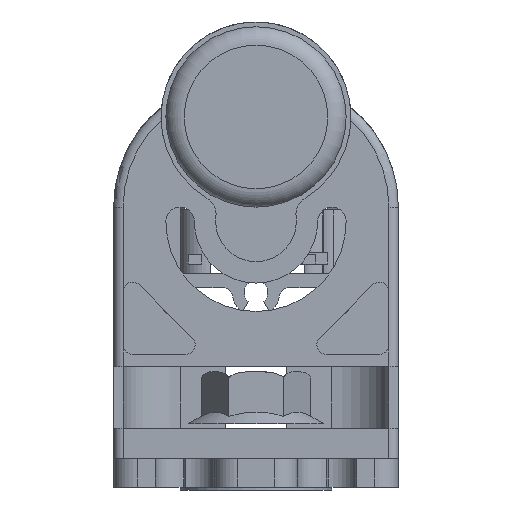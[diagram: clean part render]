
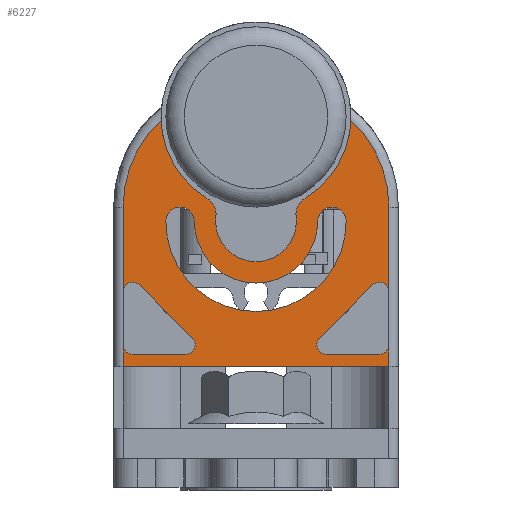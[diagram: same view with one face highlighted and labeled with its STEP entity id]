
A CAD part, front view. The second image highlights one B-rep face of the part: STEP entity #6227.
In plain terms, the highlighted planar face has unit normal (0, -1, 0).
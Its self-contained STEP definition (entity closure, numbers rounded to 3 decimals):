
#54=PLANE('',#6530);
#232=FACE_BOUND('',#1945,.T.);
#306=LINE('',#8871,#1019);
#308=LINE('',#8874,#1021);
#322=LINE('',#8903,#1035);
#326=LINE('',#8915,#1039);
#327=LINE('',#8919,#1040);
#328=LINE('',#8923,#1041);
#329=LINE('',#8926,#1042);
#330=LINE('',#8930,#1043);
#331=LINE('',#8934,#1044);
#1019=VECTOR('',#7108,8.91);
#1021=VECTOR('',#7110,2.3);
#1035=VECTOR('',#7134,28.);
#1039=VECTOR('',#7144,8.91);
#1040=VECTOR('',#7147,7.905);
#1041=VECTOR('',#7150,5.59);
#1042=VECTOR('',#7153,2.3);
#1043=VECTOR('',#7156,5.59);
#1044=VECTOR('',#7159,7.905);
#1714=FACE_OUTER_BOUND('',#1944,.T.);
#1944=EDGE_LOOP('',(#4497,#4498,#4499,#4500,#4501,#4502,#4503,#4504,#4505,
#4506,#4507,#4508,#4509,#4510,#4511,#4512,#4513,#4514,#4515,#4516,#4517,
#4518));
#1945=EDGE_LOOP('',(#4519,#4520,#4521,#4522));
#2199=CIRCLE('',#6489,2.);
#2202=CIRCLE('',#6493,4.25);
#2203=CIRCLE('',#6495,2.);
#2205=CIRCLE('',#6498,10.);
#2207=CIRCLE('',#6500,10.);
#2222=CIRCLE('',#6525,12.5);
#2225=CIRCLE('',#6531,12.5);
#2226=CIRCLE('',#6532,1.);
#2227=CIRCLE('',#6533,1.);
#2228=CIRCLE('',#6534,1.);
#2229=CIRCLE('',#6535,1.);
#2230=CIRCLE('',#6536,1.);
#2231=CIRCLE('',#6537,1.);
#2232=CIRCLE('',#6538,1.5);
#2233=CIRCLE('',#6539,6.5);
#2234=CIRCLE('',#6540,1.5);
#2235=CIRCLE('',#6541,9.5);
#2482=VERTEX_POINT('',#8733);
#2483=VERTEX_POINT('',#8734);
#2487=VERTEX_POINT('',#8744);
#2488=VERTEX_POINT('',#8748);
#2490=VERTEX_POINT('',#8754);
#2495=VERTEX_POINT('',#8775);
#2525=VERTEX_POINT('',#8863);
#2528=VERTEX_POINT('',#8868);
#2529=VERTEX_POINT('',#8870);
#2530=VERTEX_POINT('',#8872);
#2540=VERTEX_POINT('',#8902);
#2544=VERTEX_POINT('',#8912);
#2545=VERTEX_POINT('',#8914);
#2546=VERTEX_POINT('',#8916);
#2547=VERTEX_POINT('',#8918);
#2548=VERTEX_POINT('',#8920);
#2549=VERTEX_POINT('',#8922);
#2550=VERTEX_POINT('',#8924);
#2551=VERTEX_POINT('',#8927);
#2552=VERTEX_POINT('',#8929);
#2553=VERTEX_POINT('',#8931);
#2554=VERTEX_POINT('',#8933);
#2555=VERTEX_POINT('',#8936);
#2556=VERTEX_POINT('',#8937);
#2557=VERTEX_POINT('',#8939);
#2558=VERTEX_POINT('',#8941);
#3330=EDGE_CURVE('',#2482,#2483,#2199,.T.);
#3336=EDGE_CURVE('',#2483,#2487,#2202,.T.);
#3337=EDGE_CURVE('',#2487,#2488,#2203,.T.);
#3340=EDGE_CURVE('',#2490,#2482,#2205,.T.);
#3346=EDGE_CURVE('',#2488,#2495,#2207,.T.);
#3386=EDGE_CURVE('',#2528,#2529,#306,.T.);
#3388=EDGE_CURVE('',#2530,#2525,#308,.T.);
#3389=EDGE_CURVE('',#2490,#2528,#2222,.T.);
#3404=EDGE_CURVE('',#2540,#2525,#322,.T.);
#3409=EDGE_CURVE('',#2544,#2495,#2225,.T.);
#3410=EDGE_CURVE('',#2545,#2544,#326,.T.);
#3411=EDGE_CURVE('',#2545,#2546,#2226,.T.);
#3412=EDGE_CURVE('',#2546,#2547,#327,.T.);
#3413=EDGE_CURVE('',#2547,#2548,#2227,.T.);
#3414=EDGE_CURVE('',#2548,#2549,#328,.T.);
#3415=EDGE_CURVE('',#2549,#2550,#2228,.T.);
#3416=EDGE_CURVE('',#2540,#2550,#329,.T.);
#3417=EDGE_CURVE('',#2530,#2551,#2229,.T.);
#3418=EDGE_CURVE('',#2551,#2552,#330,.T.);
#3419=EDGE_CURVE('',#2552,#2553,#2230,.T.);
#3420=EDGE_CURVE('',#2553,#2554,#331,.T.);
#3421=EDGE_CURVE('',#2554,#2529,#2231,.T.);
#3422=EDGE_CURVE('',#2555,#2556,#2232,.T.);
#3423=EDGE_CURVE('',#2556,#2557,#2233,.T.);
#3424=EDGE_CURVE('',#2557,#2558,#2234,.T.);
#3425=EDGE_CURVE('',#2558,#2555,#2235,.T.);
#4497=ORIENTED_EDGE('',*,*,#3330,.T.);
#4498=ORIENTED_EDGE('',*,*,#3336,.T.);
#4499=ORIENTED_EDGE('',*,*,#3337,.T.);
#4500=ORIENTED_EDGE('',*,*,#3346,.T.);
#4501=ORIENTED_EDGE('',*,*,#3409,.F.);
#4502=ORIENTED_EDGE('',*,*,#3410,.F.);
#4503=ORIENTED_EDGE('',*,*,#3411,.T.);
#4504=ORIENTED_EDGE('',*,*,#3412,.T.);
#4505=ORIENTED_EDGE('',*,*,#3413,.T.);
#4506=ORIENTED_EDGE('',*,*,#3414,.T.);
#4507=ORIENTED_EDGE('',*,*,#3415,.T.);
#4508=ORIENTED_EDGE('',*,*,#3416,.F.);
#4509=ORIENTED_EDGE('',*,*,#3404,.T.);
#4510=ORIENTED_EDGE('',*,*,#3388,.F.);
#4511=ORIENTED_EDGE('',*,*,#3417,.T.);
#4512=ORIENTED_EDGE('',*,*,#3418,.T.);
#4513=ORIENTED_EDGE('',*,*,#3419,.T.);
#4514=ORIENTED_EDGE('',*,*,#3420,.T.);
#4515=ORIENTED_EDGE('',*,*,#3421,.T.);
#4516=ORIENTED_EDGE('',*,*,#3386,.F.);
#4517=ORIENTED_EDGE('',*,*,#3389,.F.);
#4518=ORIENTED_EDGE('',*,*,#3340,.T.);
#4519=ORIENTED_EDGE('',*,*,#3422,.T.);
#4520=ORIENTED_EDGE('',*,*,#3423,.T.);
#4521=ORIENTED_EDGE('',*,*,#3424,.T.);
#4522=ORIENTED_EDGE('',*,*,#3425,.T.);
#6227=ADVANCED_FACE('',(#1714,#232),#54,.T.);
#6489=AXIS2_PLACEMENT_3D('',#8735,#7007,#7008);
#6493=AXIS2_PLACEMENT_3D('',#8746,#7018,#7019);
#6495=AXIS2_PLACEMENT_3D('',#8749,#7022,#7023);
#6498=AXIS2_PLACEMENT_3D('',#8755,#7029,#7030);
#6500=AXIS2_PLACEMENT_3D('',#8788,#7035,#7036);
#6525=AXIS2_PLACEMENT_3D('',#8876,#7113,#7114);
#6530=AXIS2_PLACEMENT_3D('',#8911,#7140,#7141);
#6531=AXIS2_PLACEMENT_3D('',#8913,#7142,#7143);
#6532=AXIS2_PLACEMENT_3D('',#8917,#7145,#7146);
#6533=AXIS2_PLACEMENT_3D('',#8921,#7148,#7149);
#6534=AXIS2_PLACEMENT_3D('',#8925,#7151,#7152);
#6535=AXIS2_PLACEMENT_3D('',#8928,#7154,#7155);
#6536=AXIS2_PLACEMENT_3D('',#8932,#7157,#7158);
#6537=AXIS2_PLACEMENT_3D('',#8935,#7160,#7161);
#6538=AXIS2_PLACEMENT_3D('',#8938,#7162,#7163);
#6539=AXIS2_PLACEMENT_3D('',#8940,#7164,#7165);
#6540=AXIS2_PLACEMENT_3D('',#8942,#7166,#7167);
#6541=AXIS2_PLACEMENT_3D('',#8943,#7168,#7169);
#7007=DIRECTION('center_axis',(0.,-1.,0.));
#7008=DIRECTION('ref_axis',(-0.898,0.,0.439));
#7018=DIRECTION('center_axis',(0.,1.,0.));
#7019=DIRECTION('ref_axis',(-0.744,0.,0.668));
#7022=DIRECTION('center_axis',(0.,-1.,0.));
#7023=DIRECTION('ref_axis',(0.898,0.,0.439));
#7029=DIRECTION('center_axis',(0.,1.,0.));
#7030=DIRECTION('ref_axis',(-1.,0.,0.));
#7035=DIRECTION('center_axis',(0.,1.,0.));
#7036=DIRECTION('ref_axis',(-1.,0.,0.));
#7108=DIRECTION('',(0.,0.,-1.));
#7110=DIRECTION('',(0.,0.,-1.));
#7113=DIRECTION('center_axis',(0.,1.,0.));
#7114=DIRECTION('ref_axis',(0.902,0.,0.433));
#7134=DIRECTION('',(1.,0.,0.));
#7140=DIRECTION('center_axis',(0.,-1.,0.));
#7141=DIRECTION('ref_axis',(1.,0.,0.));
#7142=DIRECTION('center_axis',(0.,1.,0.));
#7143=DIRECTION('ref_axis',(-0.902,0.,0.433));
#7144=DIRECTION('',(0.,0.,1.));
#7145=DIRECTION('center_axis',(0.,1.,0.));
#7146=DIRECTION('ref_axis',(-0.707,0.,-0.707));
#7147=DIRECTION('',(0.707,0.,-0.707));
#7148=DIRECTION('center_axis',(0.,1.,0.));
#7149=DIRECTION('ref_axis',(0.,0.,1.));
#7150=DIRECTION('',(-1.,0.,0.));
#7151=DIRECTION('center_axis',(0.,1.,0.));
#7152=DIRECTION('ref_axis',(1.,0.,0.));
#7153=DIRECTION('',(0.,0.,1.));
#7154=DIRECTION('center_axis',(0.,1.,0.));
#7155=DIRECTION('ref_axis',(0.,0.,-1.));
#7156=DIRECTION('',(-1.,0.,0.));
#7157=DIRECTION('center_axis',(0.,1.,0.));
#7158=DIRECTION('ref_axis',(-0.707,0.,0.707));
#7159=DIRECTION('',(0.707,0.,0.707));
#7160=DIRECTION('center_axis',(0.,1.,0.));
#7161=DIRECTION('ref_axis',(1.,0.,0.));
#7162=DIRECTION('center_axis',(0.,1.,0.));
#7163=DIRECTION('ref_axis',(-1.,0.,0.));
#7164=DIRECTION('center_axis',(0.,-1.,0.));
#7165=DIRECTION('ref_axis',(-1.,0.,0.));
#7166=DIRECTION('center_axis',(0.,1.,0.));
#7167=DIRECTION('ref_axis',(-1.,0.,0.));
#7168=DIRECTION('center_axis',(0.,1.,0.));
#7169=DIRECTION('ref_axis',(1.,0.,0.));
#8733=CARTESIAN_POINT('',(5.173,-20.,30.442));
#8734=CARTESIAN_POINT('',(4.221,-20.,28.496));
#8735=CARTESIAN_POINT('Origin',(6.207,-20.,28.73));
#8744=CARTESIAN_POINT('',(-4.221,-20.,28.496));
#8746=CARTESIAN_POINT('Origin',(0.,-20.,28.));
#8748=CARTESIAN_POINT('',(-5.173,-20.,30.442));
#8749=CARTESIAN_POINT('Origin',(-6.207,-20.,28.73));
#8754=CARTESIAN_POINT('',(9.995,-20.,38.67));
#8755=CARTESIAN_POINT('Origin',(0.,-20.,39.));
#8775=CARTESIAN_POINT('',(-9.995,-20.,38.67));
#8788=CARTESIAN_POINT('Origin',(0.,-20.,39.));
#8863=CARTESIAN_POINT('',(14.,-20.,12.7));
#8868=CARTESIAN_POINT('',(14.,-20.,29.5));
#8870=CARTESIAN_POINT('',(14.,-20.,20.59));
#8871=CARTESIAN_POINT('',(14.,-20.,19.5));
#8872=CARTESIAN_POINT('',(14.,-20.,15.));
#8874=CARTESIAN_POINT('',(14.,-20.,19.5));
#8876=CARTESIAN_POINT('Origin',(1.5,-20.,29.5));
#8902=CARTESIAN_POINT('',(-14.,-20.,12.7));
#8903=CARTESIAN_POINT('',(0.,-20.,12.7));
#8911=CARTESIAN_POINT('Origin',(0.,-20.,39.));
#8912=CARTESIAN_POINT('',(-14.,-20.,29.5));
#8913=CARTESIAN_POINT('Origin',(-1.5,-20.,29.5));
#8914=CARTESIAN_POINT('',(-14.,-20.,20.59));
#8915=CARTESIAN_POINT('',(-14.,-20.,34.25));
#8916=CARTESIAN_POINT('',(-12.293,-20.,21.297));
#8917=CARTESIAN_POINT('Origin',(-13.,-20.,20.59));
#8918=CARTESIAN_POINT('',(-6.703,-20.,15.707));
#8919=CARTESIAN_POINT('',(-13.645,-20.,22.65));
#8920=CARTESIAN_POINT('',(-7.41,-20.,14.));
#8921=CARTESIAN_POINT('Origin',(-7.41,-20.,15.));
#8922=CARTESIAN_POINT('',(-13.,-20.,14.));
#8923=CARTESIAN_POINT('',(-3.705,-20.,14.));
#8924=CARTESIAN_POINT('',(-14.,-20.,15.));
#8925=CARTESIAN_POINT('Origin',(-13.,-20.,15.));
#8926=CARTESIAN_POINT('',(-14.,-20.,34.25));
#8927=CARTESIAN_POINT('',(13.,-20.,14.));
#8928=CARTESIAN_POINT('Origin',(13.,-20.,15.));
#8929=CARTESIAN_POINT('',(7.41,-20.,14.));
#8930=CARTESIAN_POINT('',(6.5,-20.,14.));
#8931=CARTESIAN_POINT('',(6.703,-20.,15.707));
#8932=CARTESIAN_POINT('Origin',(7.41,-20.,15.));
#8933=CARTESIAN_POINT('',(12.293,-20.,21.297));
#8934=CARTESIAN_POINT('',(10.85,-20.,19.855));
#8935=CARTESIAN_POINT('Origin',(13.,-20.,20.59));
#8936=CARTESIAN_POINT('',(-9.5,-20.,28.));
#8937=CARTESIAN_POINT('',(-6.5,-20.,28.));
#8938=CARTESIAN_POINT('Origin',(-8.,-20.,28.));
#8939=CARTESIAN_POINT('',(6.5,-20.,28.));
#8940=CARTESIAN_POINT('Origin',(0.,-20.,28.));
#8941=CARTESIAN_POINT('',(9.5,-20.,28.));
#8942=CARTESIAN_POINT('Origin',(8.,-20.,28.));
#8943=CARTESIAN_POINT('Origin',(0.,-20.,28.));
